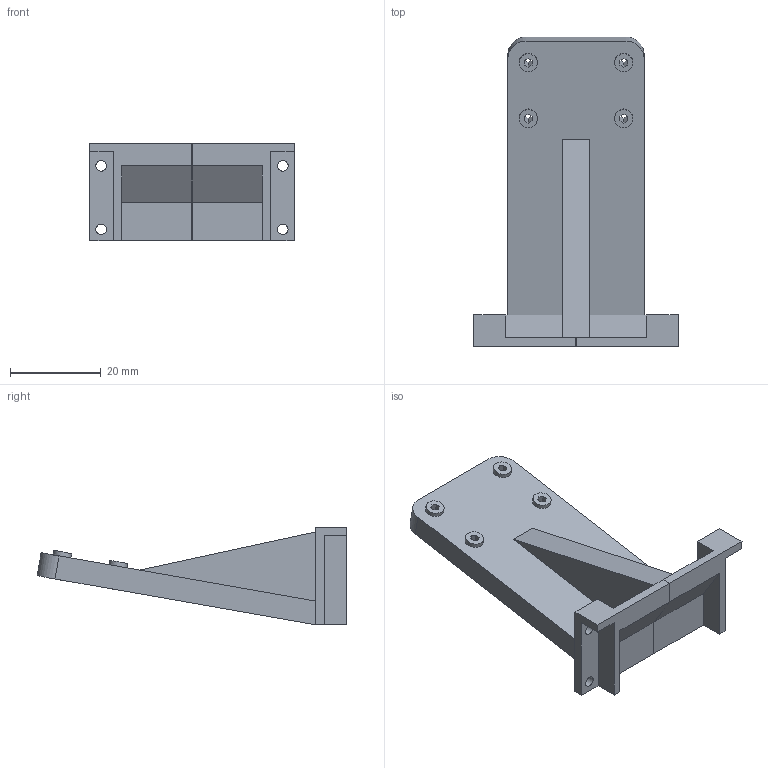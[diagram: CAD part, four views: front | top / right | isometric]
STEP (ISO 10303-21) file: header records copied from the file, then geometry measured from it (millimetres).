
FILE_DESCRIPTION(/* description */ (''),/* implementation_level */ '2;1');
FILE_NAME(/* name */ 'JetRacer_Latrax_camera_mount.step',/* time_stamp */ '2019-06-28T22:55:20-07:00',/* author */ (''),/* organization */ (''),/* preprocessor_version */ 'ST-DEVELOPER v18',/* originating_system */ 'Autodesk Translation Framework v8.2.0.1029',/* authorisation */ '');
FILE_SCHEMA (('AUTOMOTIVE_DESIGN { 1 0 10303 214 3 1 1 }'));
Length unit declared in the file: millimetre
Products named in the file (1): Latrax-Rally_v2_for-export
Bounding box: 45.01 x 68.21 x 21.51 mm (x, y, z)
Volume: 13872.6 mm3; surface area: 8015.6 mm2
Topology: 1 solids, 1 shells, 89 faces, 237 edges, 152 vertices
Faces by surface type: plane 79, cylinder 10
Full cylindrical faces by diameter (mm): 2.3 x4, 4 x4
Entity records: 2776 total; most frequent: CARTESIAN_POINT 479, ORIENTED_EDGE 474, DIRECTION 437, EDGE_CURVE 237, LINE 217, VECTOR 217, VERTEX_POINT 152, AXIS2_PLACEMENT_3D 110
